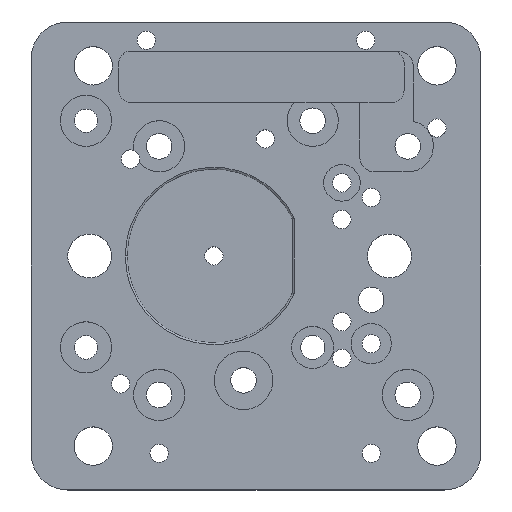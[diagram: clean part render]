
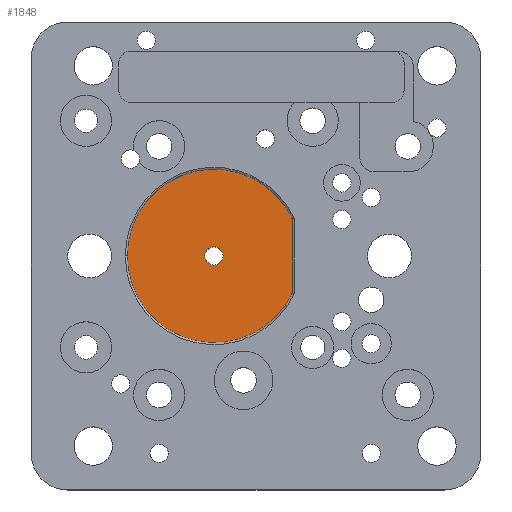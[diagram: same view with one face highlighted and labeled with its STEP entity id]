
A CAD part, top view. The second image highlights one B-rep face of the part: STEP entity #1848.
In plain terms, the highlighted planar face has unit normal (0, 0, 1).
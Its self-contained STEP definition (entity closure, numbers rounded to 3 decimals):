
#339 = CARTESIAN_POINT ( 'NONE',  ( 3.75, -5.045, 2. ) ) ;
#433 = VECTOR ( 'NONE', #2629, 1000. ) ;
#575 = EDGE_LOOP ( 'NONE', ( #3176, #3358 ) ) ;
#610 = AXIS2_PLACEMENT_3D ( 'NONE', #1357, #3421, #2389 ) ;
#755 = DIRECTION ( 'NONE',  ( 1., 0., 0. ) ) ;
#843 = CARTESIAN_POINT ( 'NONE',  ( -7., 0., 2. ) ) ;
#854 = CIRCLE ( 'NONE', #3304, 11.875 ) ;
#901 = VERTEX_POINT ( 'NONE', #339 ) ;
#912 = DIRECTION ( 'NONE',  ( 1., 0., 0. ) ) ;
#935 = EDGE_CURVE ( 'NONE', #4109, #3951, #2506, .T. ) ;
#1357 = CARTESIAN_POINT ( 'NONE',  ( -7., 0., 2. ) ) ;
#1429 = EDGE_LOOP ( 'NONE', ( #3330, #1512, #3970 ) ) ;
#1465 = CARTESIAN_POINT ( 'NONE',  ( -18.875, 0., 2. ) ) ;
#1492 = DIRECTION ( 'NONE',  ( 0., 0., 1. ) ) ;
#1512 = ORIENTED_EDGE ( 'NONE', *, *, #2303, .T. ) ;
#1614 = CIRCLE ( 'NONE', #1761, 11.875 ) ;
#1752 = CIRCLE ( 'NONE', #4214, 1.25 ) ;
#1761 = AXIS2_PLACEMENT_3D ( 'NONE', #4325, #3083, #755 ) ;
#1806 = FACE_BOUND ( 'NONE', #575, .T. ) ;
#1819 = AXIS2_PLACEMENT_3D ( 'NONE', #843, #3520, #3178 ) ;
#1821 = FACE_OUTER_BOUND ( 'NONE', #1429, .T. ) ;
#1834 = CARTESIAN_POINT ( 'NONE',  ( 3.75, 5.045, 2. ) ) ;
#1848 = ADVANCED_FACE ( 'NONE', ( #1821, #1806 ), #3851, .T. ) ;
#2303 = EDGE_CURVE ( 'NONE', #3995, #901, #1614, .T. ) ;
#2328 = CARTESIAN_POINT ( 'NONE',  ( 3.75, -5.045, 2. ) ) ;
#2389 = DIRECTION ( 'NONE',  ( 1., 0., 0. ) ) ;
#2497 = DIRECTION ( 'NONE',  ( 1., 0., 0. ) ) ;
#2506 = CIRCLE ( 'NONE', #610, 1.25 ) ;
#2629 = DIRECTION ( 'NONE',  ( 0., 1., 0. ) ) ;
#3036 = EDGE_CURVE ( 'NONE', #3951, #4109, #1752, .T. ) ;
#3042 = VERTEX_POINT ( 'NONE', #1834 ) ;
#3083 = DIRECTION ( 'NONE',  ( 0., 0., 1. ) ) ;
#3176 = ORIENTED_EDGE ( 'NONE', *, *, #3036, .F. ) ;
#3178 = DIRECTION ( 'NONE',  ( 1., 0., 0. ) ) ;
#3304 = AXIS2_PLACEMENT_3D ( 'NONE', #3920, #3994, #912 ) ;
#3330 = ORIENTED_EDGE ( 'NONE', *, *, #3711, .T. ) ;
#3358 = ORIENTED_EDGE ( 'NONE', *, *, #935, .F. ) ;
#3421 = DIRECTION ( 'NONE',  ( 0., 0., 1. ) ) ;
#3469 = EDGE_CURVE ( 'NONE', #901, #3042, #4028, .T. ) ;
#3483 = CARTESIAN_POINT ( 'NONE',  ( -8.25, 0., 2. ) ) ;
#3506 = CARTESIAN_POINT ( 'NONE',  ( -7., 0., 2. ) ) ;
#3520 = DIRECTION ( 'NONE',  ( 0., 0., 1. ) ) ;
#3564 = CARTESIAN_POINT ( 'NONE',  ( -5.75, 0., 2. ) ) ;
#3711 = EDGE_CURVE ( 'NONE', #3042, #3995, #854, .T. ) ;
#3851 = PLANE ( 'NONE',  #1819 ) ;
#3920 = CARTESIAN_POINT ( 'NONE',  ( -7., 0., 2. ) ) ;
#3951 = VERTEX_POINT ( 'NONE', #3483 ) ;
#3970 = ORIENTED_EDGE ( 'NONE', *, *, #3469, .T. ) ;
#3994 = DIRECTION ( 'NONE',  ( 0., 0., 1. ) ) ;
#3995 = VERTEX_POINT ( 'NONE', #1465 ) ;
#4028 = LINE ( 'NONE', #2328, #433 ) ;
#4109 = VERTEX_POINT ( 'NONE', #3564 ) ;
#4214 = AXIS2_PLACEMENT_3D ( 'NONE', #3506, #1492, #2497 ) ;
#4325 = CARTESIAN_POINT ( 'NONE',  ( -7., 0., 2. ) ) ;
